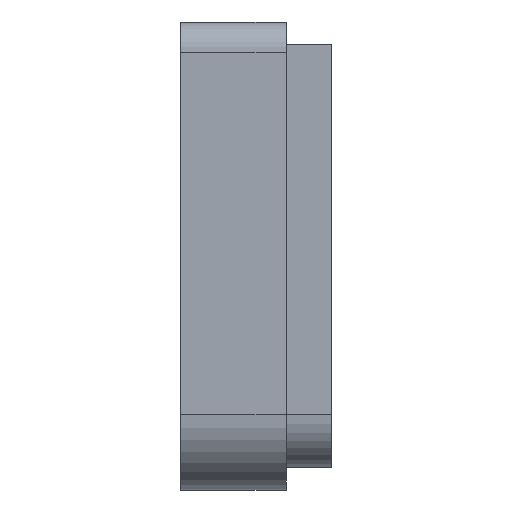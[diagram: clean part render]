
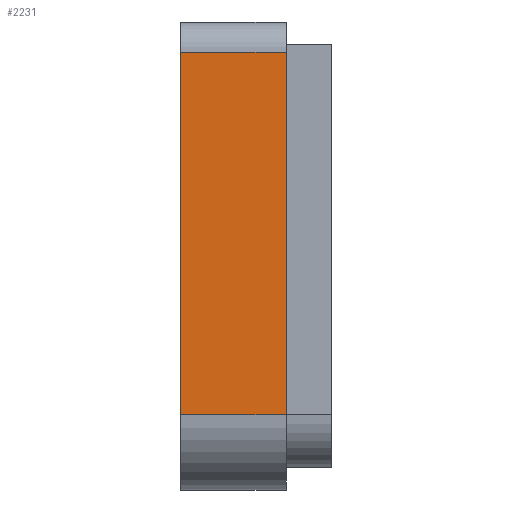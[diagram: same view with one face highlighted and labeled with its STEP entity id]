
A CAD part, left-side view. The second image highlights one B-rep face of the part: STEP entity #2231.
In plain terms, the highlighted planar face has unit normal (-1, 0, 0).
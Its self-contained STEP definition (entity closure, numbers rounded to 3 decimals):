
#148=PLANE('',#2427);
#258=FACE_OUTER_BOUND('',#391,.T.);
#391=EDGE_LOOP('',(#2080,#2081,#2082,#2083));
#409=LINE('',#3113,#656);
#548=LINE('',#3425,#795);
#642=LINE('',#3706,#889);
#643=LINE('',#3708,#890);
#656=VECTOR('',#2510,10.);
#795=VECTOR('',#2765,10.);
#889=VECTOR('',#3027,10.);
#890=VECTOR('',#3030,10.);
#978=VERTEX_POINT('',#3110);
#979=VERTEX_POINT('',#3112);
#1093=VERTEX_POINT('',#3422);
#1094=VERTEX_POINT('',#3424);
#1196=EDGE_CURVE('',#978,#979,#409,.T.);
#1350=EDGE_CURVE('',#1093,#1094,#548,.T.);
#1482=EDGE_CURVE('',#979,#1093,#642,.T.);
#1483=EDGE_CURVE('',#1094,#978,#643,.T.);
#2080=ORIENTED_EDGE('',*,*,#1482,.F.);
#2081=ORIENTED_EDGE('',*,*,#1196,.F.);
#2082=ORIENTED_EDGE('',*,*,#1483,.F.);
#2083=ORIENTED_EDGE('',*,*,#1350,.F.);
#2231=ADVANCED_FACE('',(#258),#148,.T.);
#2427=AXIS2_PLACEMENT_3D('',#3707,#3028,#3029);
#2510=DIRECTION('',(0.,0.,1.));
#2765=DIRECTION('',(0.,0.,-1.));
#3027=DIRECTION('',(0.,-1.,0.));
#3028=DIRECTION('center_axis',(-1.,0.,0.));
#3029=DIRECTION('ref_axis',(0.,0.,
1.));
#3030=DIRECTION('',(0.,1.,0.));
#3110=CARTESIAN_POINT('',(-58.,13.72,-9.72));
#3112=CARTESIAN_POINT('',(-58.,13.72,14.28));
#3113=CARTESIAN_POINT('',(-58.,13.72,-9.72));
#3422=CARTESIAN_POINT('',(-58.,6.72,14.28));
#3424=CARTESIAN_POINT('',(-58.,6.72,-9.72));
#3425=CARTESIAN_POINT('',(-58.,6.72,16.28));
#3706=CARTESIAN_POINT('',(-58.,6.72,14.28));
#3707=CARTESIAN_POINT('Origin',(-58.,6.72,-9.72));
#3708=CARTESIAN_POINT('',(-58.,6.72,-9.72));
